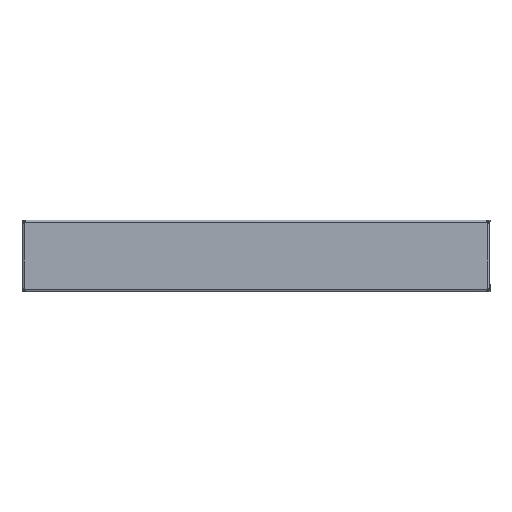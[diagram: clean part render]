
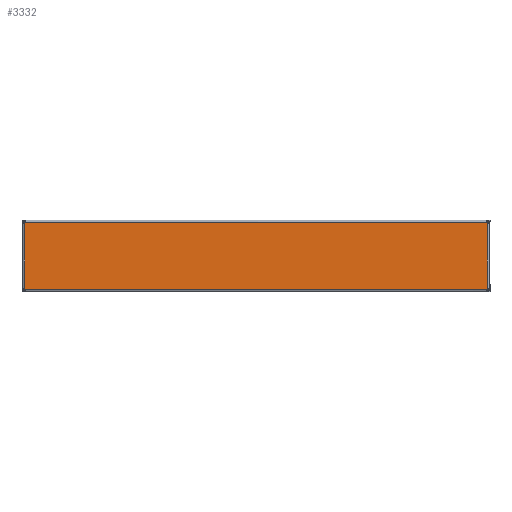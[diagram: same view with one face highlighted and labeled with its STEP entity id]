
A CAD part, top view. The second image highlights one B-rep face of the part: STEP entity #3332.
In plain terms, the highlighted planar face has unit normal (0, 0, 1).
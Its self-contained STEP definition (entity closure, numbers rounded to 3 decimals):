
#12 = CARTESIAN_POINT ( 'NONE',  ( 3.7, 95.125, 0. ) ) ;
#109 = DIRECTION ( 'NONE',  ( 0., 1., 0. ) ) ;
#146 = EDGE_CURVE ( 'NONE', #1003, #4122, #900, .T. ) ;
#184 = EDGE_CURVE ( 'NONE', #2978, #3016, #3696, .T. ) ;
#191 = CIRCLE ( 'NONE', #2442, 2.5 ) ;
#253 = VECTOR ( 'NONE', #2444, 1000. ) ;
#326 = ORIENTED_EDGE ( 'NONE', *, *, #3444, .T. ) ;
#385 = CARTESIAN_POINT ( 'NONE',  ( 1.8, 96.75, 0. ) ) ;
#409 = DIRECTION ( 'NONE',  ( 0., 0., -1. ) ) ;
#420 = ORIENTED_EDGE ( 'NONE', *, *, #3886, .T. ) ;
#482 = CARTESIAN_POINT ( 'NONE',  ( 3.7, 96., 0. ) ) ;
#513 = CARTESIAN_POINT ( 'NONE',  ( 644., 96., 0. ) ) ;
#524 = AXIS2_PLACEMENT_3D ( 'NONE', #385, #409, #1999 ) ;
#611 = CARTESIAN_POINT ( 'NONE',  ( 639.815, 96., 0. ) ) ;
#856 = EDGE_LOOP ( 'NONE', ( #2003, #420, #1870, #4760, #3274, #2809, #1380, #326 ) ) ;
#900 = LINE ( 'NONE', #2491, #253 ) ;
#948 = DIRECTION ( 'NONE',  ( 0., 0., -1. ) ) ;
#1003 = VERTEX_POINT ( 'NONE', #3370 ) ;
#1025 = CARTESIAN_POINT ( 'NONE',  ( 1.8, 2.25, 0. ) ) ;
#1197 = DIRECTION ( 'NONE',  ( -1., 0., 0. ) ) ;
#1299 = CARTESIAN_POINT ( 'NONE',  ( 640.3, 3., 0. ) ) ;
#1311 = DIRECTION ( 'NONE',  ( 0., -1., 0. ) ) ;
#1336 = CIRCLE ( 'NONE', #2010, 2.5 ) ;
#1380 = ORIENTED_EDGE ( 'NONE', *, *, #2925, .T. ) ;
#1528 = VECTOR ( 'NONE', #109, 1000. ) ;
#1668 = EDGE_CURVE ( 'NONE', #3016, #1003, #1336, .T. ) ;
#1761 = VERTEX_POINT ( 'NONE', #611 ) ;
#1859 = DIRECTION ( 'NONE',  ( 0., 0., -1. ) ) ;
#1870 = ORIENTED_EDGE ( 'NONE', *, *, #2669, .T. ) ;
#1999 = DIRECTION ( 'NONE',  ( 1., 0., 0. ) ) ;
#2003 = ORIENTED_EDGE ( 'NONE', *, *, #3188, .T. ) ;
#2010 = AXIS2_PLACEMENT_3D ( 'NONE', #1025, #948, #3380 ) ;
#2384 = DIRECTION ( 'NONE',  ( 0., 0., -1. ) ) ;
#2402 = VERTEX_POINT ( 'NONE', #4900 ) ;
#2442 = AXIS2_PLACEMENT_3D ( 'NONE', #4686, #2384, #2801 ) ;
#2444 = DIRECTION ( 'NONE',  ( 1., 0., 0. ) ) ;
#2491 = CARTESIAN_POINT ( 'NONE',  ( 0., 3., 0. ) ) ;
#2519 = CIRCLE ( 'NONE', #524, 2.5 ) ;
#2669 = EDGE_CURVE ( 'NONE', #3335, #2978, #2519, .T. ) ;
#2801 = DIRECTION ( 'NONE',  ( 1., 0., 0. ) ) ;
#2809 = ORIENTED_EDGE ( 'NONE', *, *, #146, .T. ) ;
#2817 = PLANE ( 'NONE',  #4186 ) ;
#2844 = CARTESIAN_POINT ( 'NONE',  ( 4.185, 96., 0. ) ) ;
#2872 = CARTESIAN_POINT ( 'NONE',  ( 0., 99., 0. ) ) ;
#2877 = CARTESIAN_POINT ( 'NONE',  ( 3.7, 3.875, 0. ) ) ;
#2925 = EDGE_CURVE ( 'NONE', #4122, #2402, #191, .T. ) ;
#2978 = VERTEX_POINT ( 'NONE', #12 ) ;
#3016 = VERTEX_POINT ( 'NONE', #2877 ) ;
#3186 = FACE_OUTER_BOUND ( 'NONE', #856, .T. ) ;
#3188 = EDGE_CURVE ( 'NONE', #3837, #1761, #4440, .T. ) ;
#3274 = ORIENTED_EDGE ( 'NONE', *, *, #1668, .T. ) ;
#3286 = LINE ( 'NONE', #513, #4031 ) ;
#3332 = ADVANCED_FACE ( 'NONE', ( #3186 ), #2817, .F. ) ;
#3335 = VERTEX_POINT ( 'NONE', #2844 ) ;
#3370 = CARTESIAN_POINT ( 'NONE',  ( 4.185, 3., 0. ) ) ;
#3380 = DIRECTION ( 'NONE',  ( -1., 0., 0. ) ) ;
#3444 = EDGE_CURVE ( 'NONE', #2402, #3837, #3679, .T. ) ;
#3500 = VECTOR ( 'NONE', #1311, 1000. ) ;
#3679 = LINE ( 'NONE', #1299, #1528 ) ;
#3696 = LINE ( 'NONE', #482, #3500 ) ;
#3726 = DIRECTION ( 'NONE',  ( -1., 0., 0. ) ) ;
#3837 = VERTEX_POINT ( 'NONE', #4792 ) ;
#3886 = EDGE_CURVE ( 'NONE', #1761, #3335, #3286, .T. ) ;
#4031 = VECTOR ( 'NONE', #3726, 1000. ) ;
#4103 = AXIS2_PLACEMENT_3D ( 'NONE', #5061, #1859, #4225 ) ;
#4122 = VERTEX_POINT ( 'NONE', #5146 ) ;
#4186 = AXIS2_PLACEMENT_3D ( 'NONE', #2872, #4772, #1197 ) ;
#4225 = DIRECTION ( 'NONE',  ( -1., 0., 0. ) ) ;
#4440 = CIRCLE ( 'NONE', #4103, 2.5 ) ;
#4686 = CARTESIAN_POINT ( 'NONE',  ( 642.2, 2.25, 0. ) ) ;
#4760 = ORIENTED_EDGE ( 'NONE', *, *, #184, .T. ) ;
#4772 = DIRECTION ( 'NONE',  ( 0., 0., -1. ) ) ;
#4792 = CARTESIAN_POINT ( 'NONE',  ( 640.3, 95.125, 0. ) ) ;
#4900 = CARTESIAN_POINT ( 'NONE',  ( 640.3, 3.875, 0. ) ) ;
#5061 = CARTESIAN_POINT ( 'NONE',  ( 642.2, 96.75, 0. ) ) ;
#5146 = CARTESIAN_POINT ( 'NONE',  ( 639.815, 3., 0. ) ) ;
